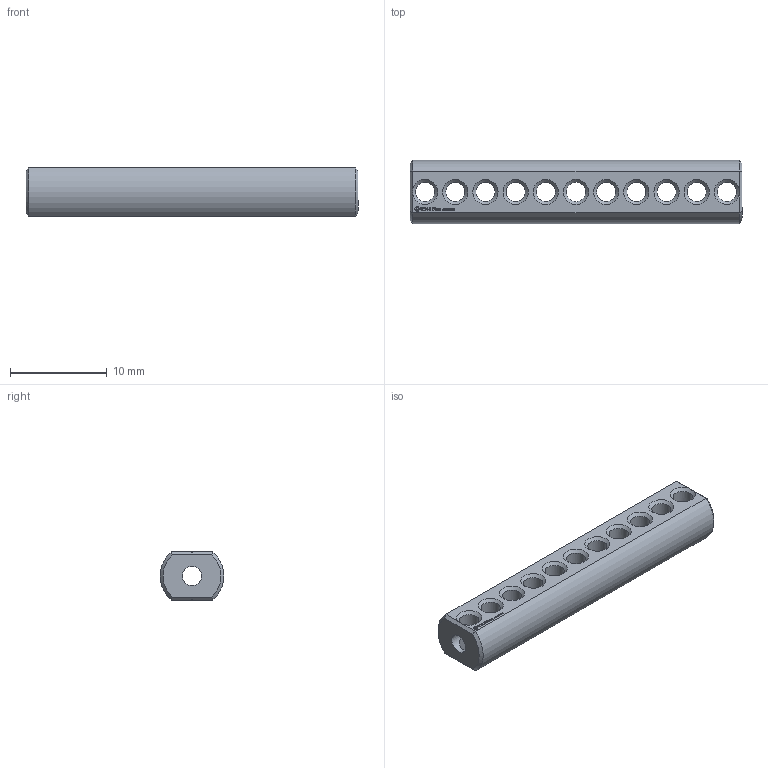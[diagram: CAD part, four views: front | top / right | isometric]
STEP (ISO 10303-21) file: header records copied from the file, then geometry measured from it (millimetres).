
FILE_DESCRIPTION(('FreeCAD Model'),'2;1');
FILE_NAME('Open CASCADE Shape Model','2024-06-18T00:35:06',(''),(''), 'Open CASCADE STEP processor 7.6','FreeCAD','Unknown');
FILE_SCHEMA(('AUTOMOTIVE_DESIGN { 1 0 10303 214 1 1 1 1 }'));
Length unit declared in the file: millimetre
Products named in the file (1): Shaft IDX BU02.75 - SPN-SFT-0131 (stemfie.org)
Bounding box: 34.38 x 6.6 x 5 mm (x, y, z)
Volume: 783.1 mm3; surface area: 1027.3 mm2
Topology: 1 solids, 1 shells, 529 faces, 1520 edges, 996 vertices
Faces by surface type: plane 323, extrusion 144, cylinder 36, cone 26
Full cylindrical faces by diameter (mm): 2 x34
Entity records: 17438 total; most frequent: CARTESIAN_POINT 3910, ORIENTED_EDGE 3040, DIRECTION 2306, EDGE_CURVE 1520, VECTOR 1218, LINE 1074, VERTEX_POINT 996, FACE_BOUND 578
